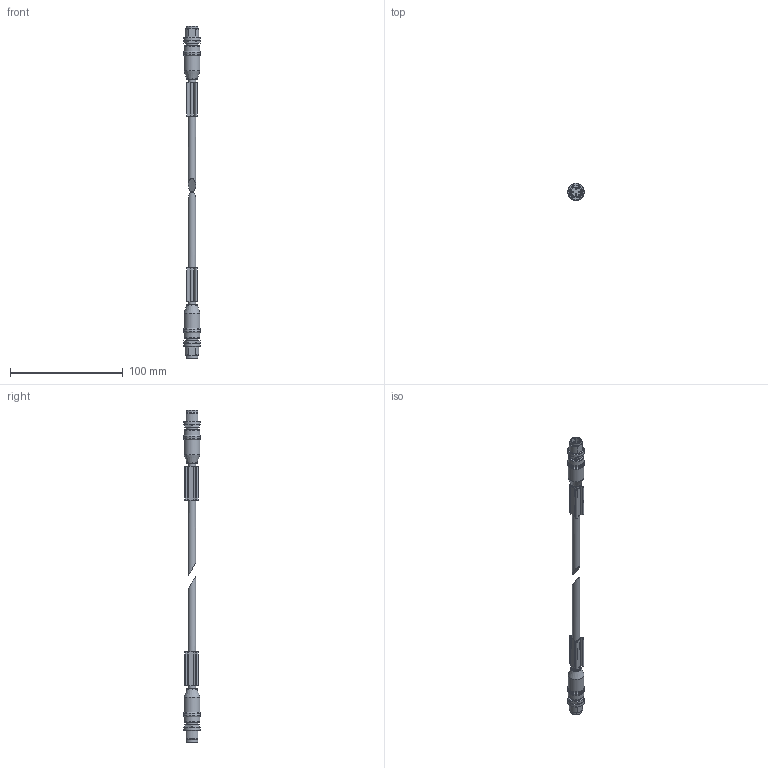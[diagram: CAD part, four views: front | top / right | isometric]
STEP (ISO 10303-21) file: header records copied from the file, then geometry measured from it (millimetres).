
FILE_DESCRIPTION(/* description */ ('STEP AP214'),/* implementation_level */ '2;1');
FILE_NAME(/* name */ '8040447_NEBC-D12G4-ES-1-S-D12G4-ET',/* time_stamp */ '2024-09-11T22:33:07+02:00',/* author */ ('License CC BY-ND 4.0'),/* organization */ ('CADENAS'),/* preprocessor_version */ 'ST-DEVELOPER v19.3',/* originating_system */ 'PARTsolutions',/* authorisation */ ' ');
FILE_SCHEMA (('AUTOMOTIVE_DESIGN {1 0 10303 214 3 1 1}'));
Length unit declared in the file: millimetre
Products named in the file (4): 8040447 NEBC-D12G4-ES-1-S-D12G4-ET; 8040447 NEBC-D12G4-ES-1-S-D12G4-ET---(P1); 3741615 NETC-M12...; 8040447 NEBC-D12G4-ES-1-S-D12G4-ET---(P2)
Assembly tree (4 placements, depth 2):
  8040447 NEBC-D12G4-ES-1-S-D12G4-ET
    8040447 NEBC-D12G4-ES-1-S-D12G4-ET---(P1)
    3741615 NETC-M12...  x2
    8040447 NEBC-D12G4-ES-1-S-D12G4-ET---(P2)
Bounding box: 15 x 15 x 295 mm (x, y, z)
Volume: 19408.7 mm3; surface area: 14721.9 mm2
Topology: 4 solids, 4 shells, 224 faces, 588 edges, 384 vertices
Faces by surface type: plane 104, cylinder 96, cone 8, torus 8, sphere 8
Full cylindrical faces by diameter (mm): 1 x8, 6.7 x2, 8.3 x2, 9 x2, 10 x2, 10.5 x2, 14.2 x8, 15 x2
Entity records: 5838 total; most frequent: DIRECTION 886, CARTESIAN_POINT 847, ORIENTED_EDGE 752, EDGE_CURVE 376, AXIS2_PLACEMENT_3D 339, VERTEX_POINT 268, EDGE_LOOP 238, FACE_BOUND 238
